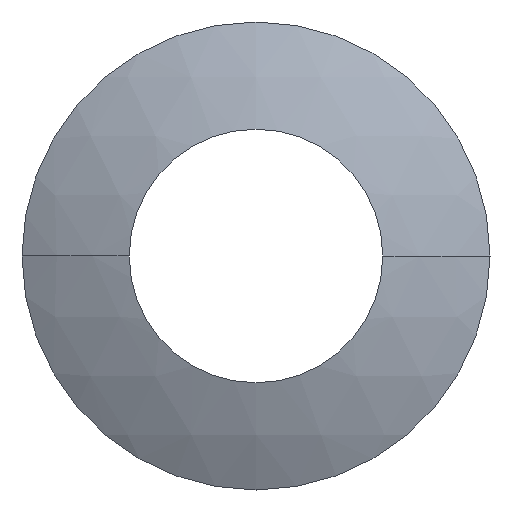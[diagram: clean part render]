
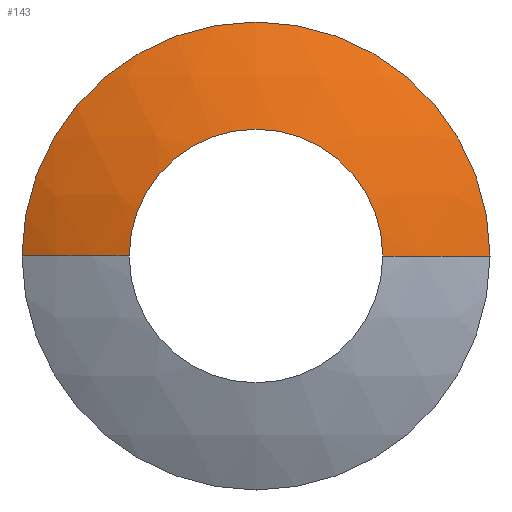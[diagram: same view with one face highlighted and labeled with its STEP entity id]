
A CAD part, front view. The second image highlights one B-rep face of the part: STEP entity #143.
In plain terms, the highlighted spherical face has radius 13 mm.
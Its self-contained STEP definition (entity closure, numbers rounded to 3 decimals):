
#1 = DIRECTION ( 'NONE',  ( 0., 0., -1. ) ) ;
#2 = DIRECTION ( 'NONE',  ( -1., 0., 0. ) ) ;
#4 = AXIS2_PLACEMENT_3D ( 'NONE', #5, #1, #2 ) ;
#5 = CARTESIAN_POINT ( 'NONE',  ( 0., 13.087, 0. ) ) ;
#6 = CIRCLE ( 'NONE', #4, 13. ) ;
#10 = CIRCLE ( 'NONE', #107, 3.25 ) ;
#13 = CARTESIAN_POINT ( 'NONE',  ( 0., 0.5, 0. ) ) ;
#14 = DIRECTION ( 'NONE',  ( 1., 0., 0. ) ) ;
#15 = DIRECTION ( 'NONE',  ( 0., 0., 1. ) ) ;
#17 = AXIS2_PLACEMENT_3D ( 'NONE', #20, #15, #14 ) ;
#20 = CARTESIAN_POINT ( 'NONE',  ( 0., 13.087, 0. ) ) ;
#21 = AXIS2_PLACEMENT_3D ( 'NONE', #79, #78, #77 ) ;
#25 = CIRCLE ( 'NONE', #17, 13. ) ;
#28 = CIRCLE ( 'NONE', #21, 3.25 ) ;
#40 = EDGE_LOOP ( 'NONE', ( #85, #144, #99, #94, #155, #157 ) ) ;
#76 = AXIS2_PLACEMENT_3D ( 'NONE', #130, #129, #128 ) ;
#77 = DIRECTION ( 'NONE',  ( 0., 0., -1. ) ) ;
#78 = DIRECTION ( 'NONE',  ( 0., -1., 0. ) ) ;
#79 = CARTESIAN_POINT ( 'NONE',  ( 0., 0.5, 0. ) ) ;
#80 = CIRCLE ( 'NONE', #76, 6. ) ;
#83 = DIRECTION ( 'NONE',  ( 0., 0., -1. ) ) ;
#84 = DIRECTION ( 'NONE',  ( 0., -1., 0. ) ) ;
#85 = ORIENTED_EDGE ( 'NONE', *, *, #96, .T. ) ;
#86 = EDGE_CURVE ( 'NONE', #135, #153, #25, .T. ) ;
#88 = VERTEX_POINT ( 'NONE', #113 ) ;
#89 = EDGE_CURVE ( 'NONE', #88, #153, #10, .T. ) ;
#91 = VERTEX_POINT ( 'NONE', #117 ) ;
#92 = EDGE_CURVE ( 'NONE', #91, #88, #28, .T. ) ;
#94 = ORIENTED_EDGE ( 'NONE', *, *, #92, .F. ) ;
#96 = EDGE_CURVE ( 'NONE', #97, #135, #80, .T. ) ;
#97 = VERTEX_POINT ( 'NONE', #131 ) ;
#98 = EDGE_CURVE ( 'NONE', #154, #91, #6, .T. ) ;
#99 = ORIENTED_EDGE ( 'NONE', *, *, #89, .F. ) ;
#107 = AXIS2_PLACEMENT_3D ( 'NONE', #13, #84, #83 ) ;
#113 = CARTESIAN_POINT ( 'NONE',  ( 0., 0.5, 3.25 ) ) ;
#117 = CARTESIAN_POINT ( 'NONE',  ( 3.25, 0.5, 0. ) ) ;
#128 = DIRECTION ( 'NONE',  ( 0., 0., -1. ) ) ;
#129 = DIRECTION ( 'NONE',  ( 0., -1., 0. ) ) ;
#130 = CARTESIAN_POINT ( 'NONE',  ( 0., 1.555, 0. ) ) ;
#131 = CARTESIAN_POINT ( 'NONE',  ( 0., 1.555, 6. ) ) ;
#135 = VERTEX_POINT ( 'NONE', #170 ) ;
#143 = ADVANCED_FACE ( 'NONE', ( #180 ), #311, .T. ) ;
#144 = ORIENTED_EDGE ( 'NONE', *, *, #86, .T. ) ;
#153 = VERTEX_POINT ( 'NONE', #285 ) ;
#154 = VERTEX_POINT ( 'NONE', #215 ) ;
#155 = ORIENTED_EDGE ( 'NONE', *, *, #98, .F. ) ;
#156 = EDGE_CURVE ( 'NONE', #154, #97, #278, .T. ) ;
#157 = ORIENTED_EDGE ( 'NONE', *, *, #156, .T. ) ;
#170 = CARTESIAN_POINT ( 'NONE',  ( -6., 1.555, 0. ) ) ;
#180 = FACE_OUTER_BOUND ( 'NONE', #40, .T. ) ;
#185 = CARTESIAN_POINT ( 'NONE',  ( 0., 13.087, 0. ) ) ;
#186 = AXIS2_PLACEMENT_3D ( 'NONE', #185, #217, #216 ) ;
#215 = CARTESIAN_POINT ( 'NONE',  ( 6., 1.555, 0. ) ) ;
#216 = DIRECTION ( 'NONE',  ( 1., 0., 0. ) ) ;
#217 = DIRECTION ( 'NONE',  ( 0., 0., 1. ) ) ;
#270 = DIRECTION ( 'NONE',  ( 0., 0., -1. ) ) ;
#271 = DIRECTION ( 'NONE',  ( 0., -1., 0. ) ) ;
#272 = CARTESIAN_POINT ( 'NONE',  ( 0., 1.555, 0. ) ) ;
#273 = AXIS2_PLACEMENT_3D ( 'NONE', #272, #271, #270 ) ;
#278 = CIRCLE ( 'NONE', #273, 6. ) ;
#285 = CARTESIAN_POINT ( 'NONE',  ( -3.25, 0.5, 0. ) ) ;
#311 = SPHERICAL_SURFACE ( 'NONE', #186, 13. ) ;
